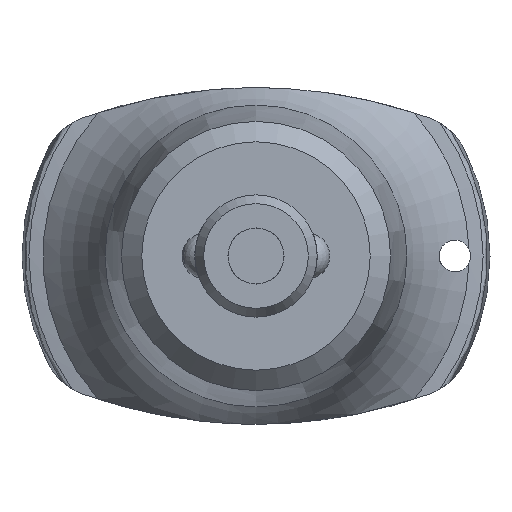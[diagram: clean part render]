
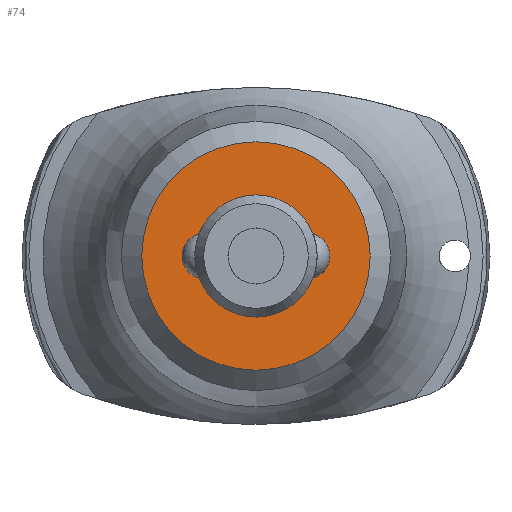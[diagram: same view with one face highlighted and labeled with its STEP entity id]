
A CAD part, front view. The second image highlights one B-rep face of the part: STEP entity #74.
In plain terms, the highlighted planar face has unit normal (0, -1, 0).
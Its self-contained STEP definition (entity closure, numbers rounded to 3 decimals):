
#74 = ADVANCED_FACE( '', ( #181, #182 ), #183, .T. );
#181 = FACE_OUTER_BOUND( '', #347, .T. );
#182 = FACE_BOUND( '', #348, .T. );
#183 = PLANE( '', #349 );
#347 = EDGE_LOOP( '', ( #562 ) );
#348 = EDGE_LOOP( '', ( #563 ) );
#349 = AXIS2_PLACEMENT_3D( '', #564, #565, #566 );
#562 = ORIENTED_EDGE( '', *, *, #869, .T. );
#563 = ORIENTED_EDGE( '', *, *, #870, .F. );
#564 = CARTESIAN_POINT( '', ( 2.75, 0., 0. ) );
#565 = DIRECTION( '', ( 0., -1., 0. ) );
#566 = DIRECTION( '', ( 0., 0., -1. ) );
#869 = EDGE_CURVE( '', #1006, #1006, #1007, .T. );
#870 = EDGE_CURVE( '', #1008, #1008, #1009, .T. );
#1006 = VERTEX_POINT( '', #1257 );
#1007 = CIRCLE( '', #1258, 11.2 );
#1008 = VERTEX_POINT( '', #1259 );
#1009 = CIRCLE( '', #1260, 6. );
#1257 = CARTESIAN_POINT( '', ( 0., 0., -11.2 ) );
#1258 = AXIS2_PLACEMENT_3D( '', #2124, #2125, #2126 );
#1259 = CARTESIAN_POINT( '', ( 0., 0., -6. ) );
#1260 = AXIS2_PLACEMENT_3D( '', #2127, #2128, #2129 );
#2124 = CARTESIAN_POINT( '', ( 0., 0., 0. ) );
#2125 = DIRECTION( '', ( 0., -1., 0. ) );
#2126 = DIRECTION( '', ( 0., 0., -1. ) );
#2127 = CARTESIAN_POINT( '', ( 0., 0., 0. ) );
#2128 = DIRECTION( '', ( 0., -1., 0. ) );
#2129 = DIRECTION( '', ( 0., 0., -1. ) );
